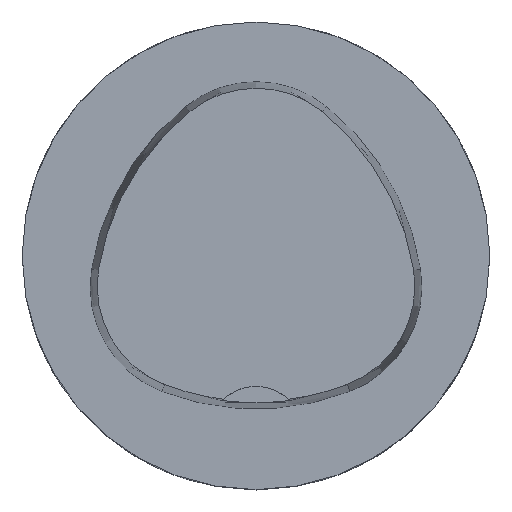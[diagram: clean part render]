
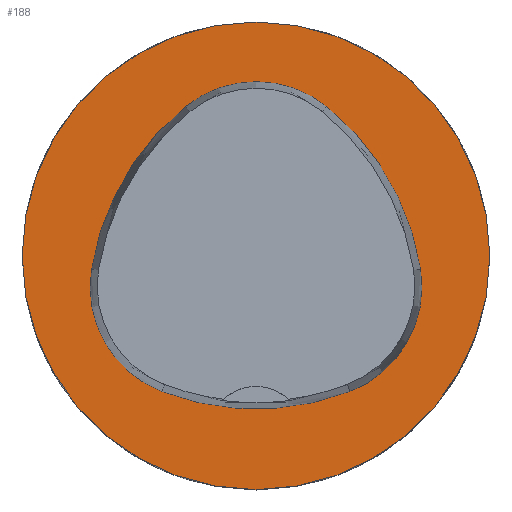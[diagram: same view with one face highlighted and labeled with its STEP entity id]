
A CAD part, top view. The second image highlights one B-rep face of the part: STEP entity #188.
In plain terms, the highlighted planar face has unit normal (0, 0, 1).
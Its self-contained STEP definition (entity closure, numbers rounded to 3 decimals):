
#50=PLANE('',#1223);
#85=FACE_BOUND('',#339,.T.);
#86=FACE_BOUND('',#340,.T.);
#188=ADVANCED_FACE('',(#85,#86),#50,.T.);
#339=EDGE_LOOP('',(#692,#693,#694,#695,#696,#697));
#340=EDGE_LOOP('',(#698));
#347=CIRCLE('',#1116,25.);
#381=CIRCLE('',#1201,28.);
#383=CIRCLE('',#1204,12.);
#385=CIRCLE('',#1207,28.);
#387=CIRCLE('',#1210,12.);
#391=CIRCLE('',#1215,28.);
#393=CIRCLE('',#1218,12.);
#692=ORIENTED_EDGE('',*,*,#958,.T.);
#693=ORIENTED_EDGE('',*,*,#938,.T.);
#694=ORIENTED_EDGE('',*,*,#942,.T.);
#695=ORIENTED_EDGE('',*,*,#945,.T.);
#696=ORIENTED_EDGE('',*,*,#948,.T.);
#697=ORIENTED_EDGE('',*,*,#956,.T.);
#698=ORIENTED_EDGE('',*,*,#848,.F.);
#745=VERTEX_POINT('',#1878);
#792=VERTEX_POINT('',#2177);
#793=VERTEX_POINT('',#2178);
#796=VERTEX_POINT('',#2186);
#798=VERTEX_POINT('',#2192);
#800=VERTEX_POINT('',#2198);
#807=VERTEX_POINT('',#2219);
#848=EDGE_CURVE('',#745,#745,#347,.T.);
#938=EDGE_CURVE('',#792,#793,#381,.T.);
#942=EDGE_CURVE('',#793,#796,#383,.T.);
#945=EDGE_CURVE('',#796,#798,#385,.T.);
#948=EDGE_CURVE('',#798,#800,#387,.T.);
#956=EDGE_CURVE('',#800,#807,#391,.T.);
#958=EDGE_CURVE('',#807,#792,#393,.T.);
#1116=AXIS2_PLACEMENT_3D('',#1877,#1257,#1258);
#1201=AXIS2_PLACEMENT_3D('',#2176,#1467,#1468);
#1204=AXIS2_PLACEMENT_3D('',#2185,#1475,#1476);
#1207=AXIS2_PLACEMENT_3D('',#2191,#1482,#1483);
#1210=AXIS2_PLACEMENT_3D('',#2197,#1489,#1490);
#1215=AXIS2_PLACEMENT_3D('',#2220,#1501,#1502);
#1218=AXIS2_PLACEMENT_3D('',#2223,#1507,#1508);
#1223=AXIS2_PLACEMENT_3D('',#2228,#1517,#1518);
#1257=DIRECTION('',(0.,0.,-1.));
#1258=DIRECTION('',(-1.,0.,0.));
#1467=DIRECTION('',(0.,0.,-1.));
#1468=DIRECTION('',(-1.,0.,0.));
#1475=DIRECTION('',(0.,0.,-1.));
#1476=DIRECTION('',(-1.,0.,0.));
#1482=DIRECTION('',(0.,0.,-1.));
#1483=DIRECTION('',(-1.,0.,0.));
#1489=DIRECTION('',(0.,0.,-1.));
#1490=DIRECTION('',(-1.,0.,0.));
#1501=DIRECTION('',(0.,0.,-1.));
#1502=DIRECTION('',(-1.,0.,0.));
#1507=DIRECTION('',(0.,0.,-1.));
#1508=DIRECTION('',(-1.,0.,0.));
#1517=DIRECTION('',(0.,0.,1.));
#1518=DIRECTION('',(1.,0.,0.));
#1877=CARTESIAN_POINT('',(0.,0.,0.));
#1878=CARTESIAN_POINT('',(-25.,0.,0.));
#2176=CARTESIAN_POINT('',(10.068,-5.824,0.));
#2177=CARTESIAN_POINT('',(-17.584,-1.424,0.));
#2178=CARTESIAN_POINT('',(-7.531,15.953,0.));
#2185=CARTESIAN_POINT('',(0.011,6.62,0.));
#2186=CARTESIAN_POINT('',(7.567,15.942,0.));
#2191=CARTESIAN_POINT('',(-10.063,-5.81,0.));
#2192=CARTESIAN_POINT('',(17.59,-1.418,0.));
#2197=CARTESIAN_POINT('',(5.739,-3.3,0.));
#2198=CARTESIAN_POINT('',(10.05,-14.499,0.));
#2219=CARTESIAN_POINT('',(-10.025,-14.516,0.));
#2220=CARTESIAN_POINT('',(-0.01,11.631,0.));
#2223=CARTESIAN_POINT('',(-5.733,-3.31,0.));
#2228=CARTESIAN_POINT('',(0.,0.,0.));
